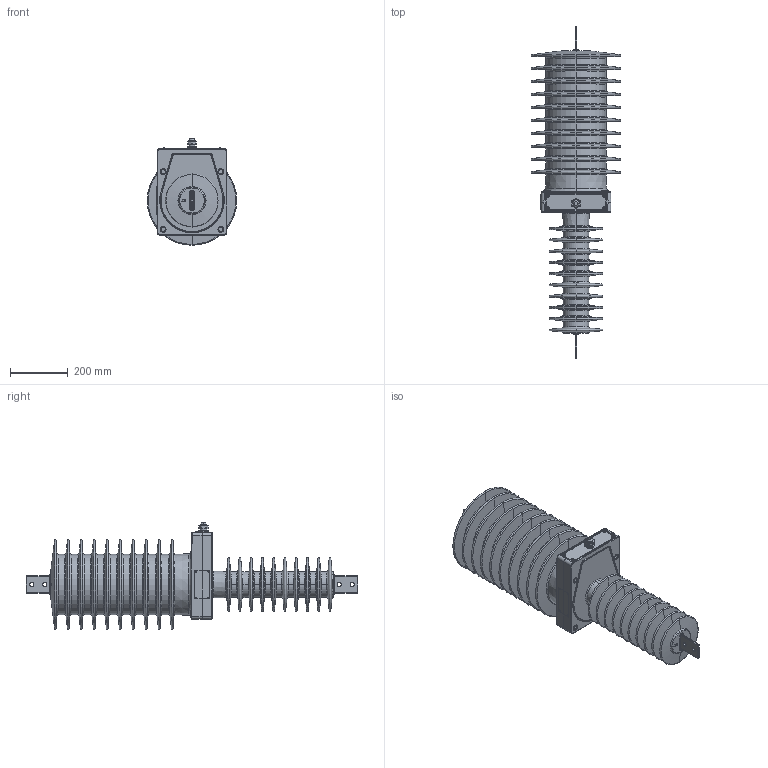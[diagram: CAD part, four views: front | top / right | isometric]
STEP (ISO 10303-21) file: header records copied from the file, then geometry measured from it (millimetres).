
FILE_DESCRIPTION (( 'STEP AP214' ), '1' );
FILE_NAME ('ﾒﾏﾋ-35 III-1.2.STEP', '2022-08-03T10:44:31', ( '' ), ( '' ), 'SwSTEP 2.0', 'SolidWorks 2010', '' );
FILE_SCHEMA (( 'AUTOMOTIVE_DESIGN' ));
Length unit declared in the file: millimetre
Products named in the file (1): ﾒﾏﾋ-35 III-1.2
Bounding box: 310 x 1150 x 369 mm (x, y, z)
Volume: 30740119.1 mm3; surface area: 2016738.2 mm2
Topology: 28 solids, 28 shells, 1321 faces, 2995 edges, 1778 vertices
Faces by surface type: cylinder 401, plane 344, cone 227, torus 202, sphere 98, bspline 49
Entity records: 54625 total; most frequent: CARTESIAN_POINT 9578, DIRECTION 6960, ORIENTED_EDGE 5954, EDGE_CURVE 2977, AXIS2_PLACEMENT_3D 2868, VERTEX_POINT 1778, CIRCLE 1595, EDGE_LOOP 1445
